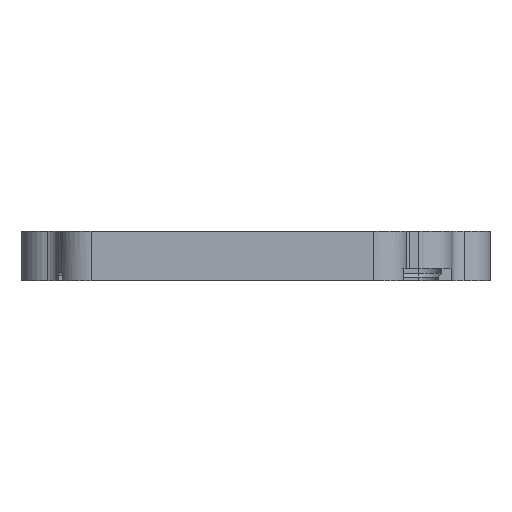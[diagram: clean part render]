
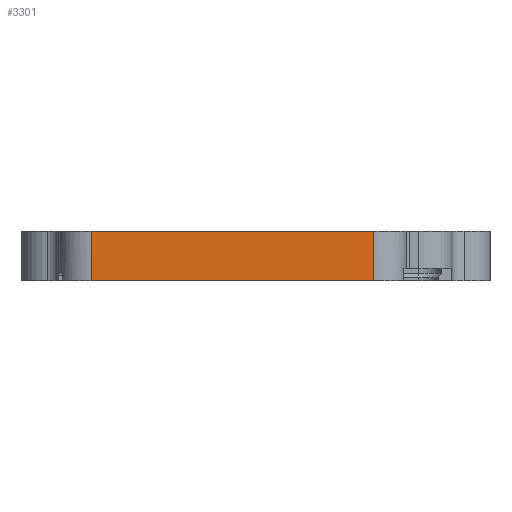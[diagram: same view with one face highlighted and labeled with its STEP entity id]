
A CAD part, front view. The second image highlights one B-rep face of the part: STEP entity #3301.
In plain terms, the highlighted planar face has unit normal (0, -1, 0).
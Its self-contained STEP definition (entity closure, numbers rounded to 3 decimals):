
#134=PLANE('',#3641);
#302=FACE_OUTER_BOUND('',#487,.T.);
#487=EDGE_LOOP('',(#2969,#2970,#2971,#2972));
#608=LINE('',#4949,#918);
#764=LINE('',#5808,#1074);
#779=LINE('',#5845,#1089);
#801=LINE('',#5905,#1111);
#918=VECTOR('',#3944,10.);
#1074=VECTOR('',#4462,10.);
#1089=VECTOR('',#4507,10.);
#1111=VECTOR('',#4577,10.);
#1402=VERTEX_POINT('',#4946);
#1403=VERTEX_POINT('',#4948);
#1577=VERTEX_POINT('',#5805);
#1578=VERTEX_POINT('',#5807);
#1754=EDGE_CURVE('',#1402,#1403,#608,.T.);
#2021=EDGE_CURVE('',#1577,#1578,#764,.T.);
#2039=EDGE_CURVE('',#1578,#1402,#779,.T.);
#2069=EDGE_CURVE('',#1577,#1403,#801,.T.);
#2969=ORIENTED_EDGE('',*,*,#2069,.T.);
#2970=ORIENTED_EDGE('',*,*,#1754,.F.);
#2971=ORIENTED_EDGE('',*,*,#2039,.F.);
#2972=ORIENTED_EDGE('',*,*,#2021,.F.);
#3301=ADVANCED_FACE('',(#302),#134,.T.);
#3641=AXIS2_PLACEMENT_3D('',#5904,#4575,#4576);
#3944=DIRECTION('',(1.,0.,0.));
#4462=DIRECTION('',(-1.,0.,0.));
#4507=DIRECTION('',(0.,0.,1.));
#4575=DIRECTION('center_axis',(0.,-1.,0.));
#4576=DIRECTION('ref_axis',(0.,0.,
-1.));
#4577=DIRECTION('',(0.,0.,1.));
#4946=CARTESIAN_POINT('',(-0.088,-62.939,-19.15));
#4948=CARTESIAN_POINT('',(42.867,-62.939,-19.15));
#4949=CARTESIAN_POINT('',(42.867,-62.939,-19.15));
#5805=CARTESIAN_POINT('',(42.867,-62.939,-26.75));
#5807=CARTESIAN_POINT('',(-0.088,-62.939,-26.75));
#5808=CARTESIAN_POINT('',(42.867,-62.939,-26.75));
#5845=CARTESIAN_POINT('',(-0.088,-62.939,-19.75));
#5904=CARTESIAN_POINT('Origin',(-0.088,-62.939,-19.75));
#5905=CARTESIAN_POINT('',(42.867,-62.939,-19.75));
